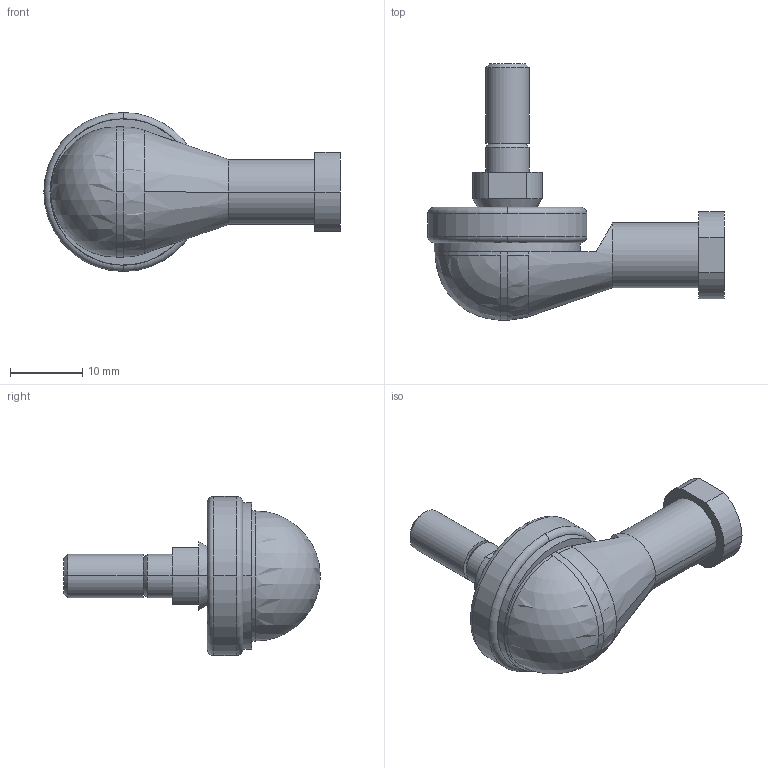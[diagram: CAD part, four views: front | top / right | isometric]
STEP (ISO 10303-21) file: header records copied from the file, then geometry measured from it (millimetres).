
FILE_DESCRIPTION(('STEP AP214'),'1');
FILE_NAME('embout_mf-23012.stp','2017-09-19T09:49:56',('TraceParts'),('TraceParts S.A.'),'Spatial InterOp 3D',' ',' ');
FILE_SCHEMA(('automotive_design'));
Length unit declared in the file: millimetre
Products named in the file (2): embout_mf-23012_1; embout_mf-23012_2
Bounding box: 41 x 35.5 x 22 mm (x, y, z)
Volume: 5538 mm3; surface area: 3559.3 mm2
Topology: 2 solids, 2 shells, 72 faces, 180 edges, 104 vertices
Faces by surface type: cylinder 24, cone 18, plane 17, sphere 9, torus 4
Entity records: 2091 total; most frequent: DIRECTION 413, CARTESIAN_POINT 350, ORIENTED_EDGE 328, AXIS2_PLACEMENT_3D 179, EDGE_CURVE 164, VERTEX_POINT 104, CIRCLE 103, EDGE_LOOP 80
